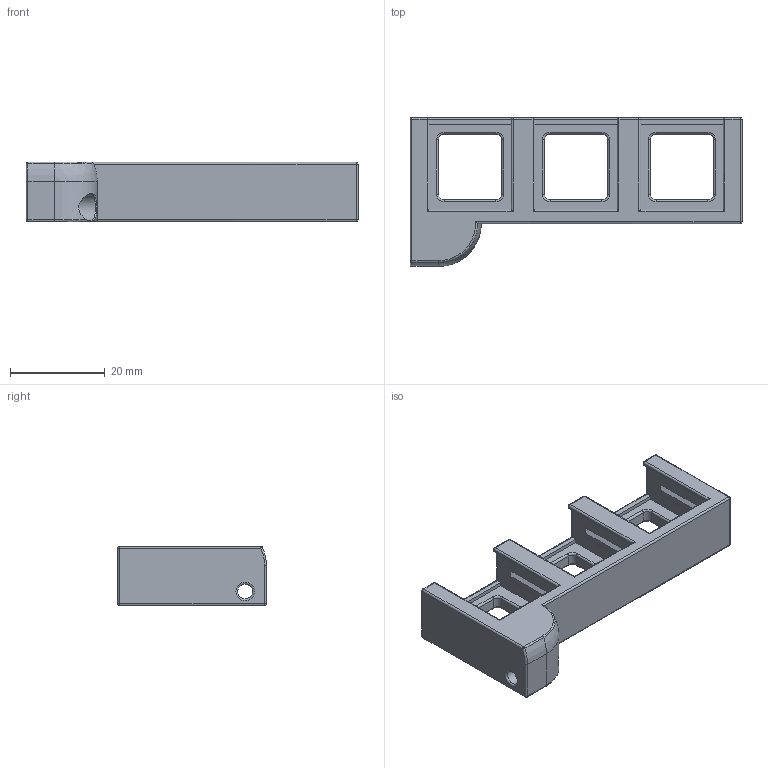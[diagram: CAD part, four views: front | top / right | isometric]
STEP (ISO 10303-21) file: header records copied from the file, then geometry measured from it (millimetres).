
FILE_DESCRIPTION(/* description */ (''),/* implementation_level */ '2;1');
FILE_NAME(/* name */ 'v0_3x3_wago v2.step',/* time_stamp */ '2020-12-10T00:26:01-06:00',/* author */ (''),/* organization */ (''),/* preprocessor_version */ 'ST-DEVELOPER v18.1',/* originating_system */ 'Autodesk Translation Framework v9.3.0.1241',/* authorisation */ '');
FILE_SCHEMA (('AUTOMOTIVE_DESIGN { 1 0 10303 214 3 1 1 }'));
Length unit declared in the file: millimetre
Products named in the file (2): v0_3x3_wago; Component4
Assembly tree (1 placements, depth 2):
  v0_3x3_wago
    Component4
Bounding box: 69.92 x 31.33 x 12.55 mm (x, y, z)
Volume: 8215.4 mm3; surface area: 6761.4 mm2
Topology: 1 solids, 1 shells, 220 faces, 503 edges, 291 vertices
Faces by surface type: cylinder 87, plane 86, torus 28, sphere 15, bspline 4
Full cylindrical faces by diameter (mm): 3.1 x1, 5.57 x1
Entity records: 6693 total; most frequent: CARTESIAN_POINT 1613, DIRECTION 1110, ORIENTED_EDGE 1006, EDGE_CURVE 503, AXIS2_PLACEMENT_3D 400, LINE 310, VECTOR 310, VERTEX_POINT 291
